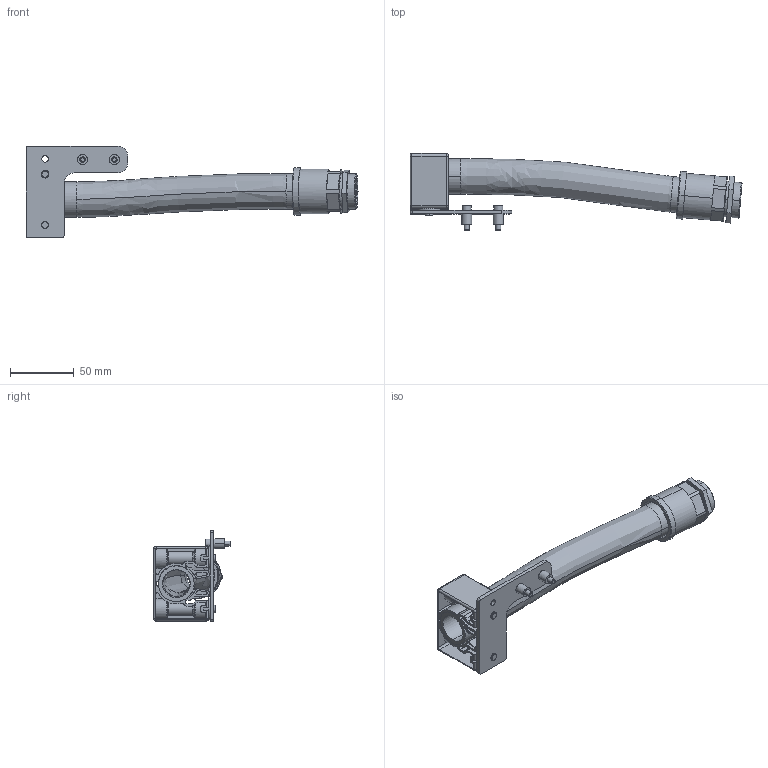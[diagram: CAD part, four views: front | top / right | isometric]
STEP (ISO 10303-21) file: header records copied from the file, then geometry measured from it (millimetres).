
FILE_DESCRIPTION (( 'STEP AP203' ), '1' );
FILE_NAME ('P2515.STEP', '2020-06-18T13:12:01', ( '' ), ( '' ), 'SwSTEP 2.0', 'SolidWorks 2019', '' );
FILE_SCHEMA (( 'CONFIG_CONTROL_DESIGN' ));
Length unit declared in the file: millimetre
Products named in the file (1): P2515
Bounding box: 261.19 x 60.6 x 72 mm (x, y, z)
Volume: 109860 mm3; surface area: 87404.7 mm2
Topology: 13 solids, 13 shells, 520 faces, 1342 edges, 876 vertices
Faces by surface type: cylinder 229, plane 219, torus 28, bspline 28, cone 16
Entity records: 23253 total; most frequent: CARTESIAN_POINT 10334, DIRECTION 2722, ORIENTED_EDGE 2684, EDGE_CURVE 1342, AXIS2_PLACEMENT_3D 1021, VERTEX_POINT 876, VECTOR 680, LINE 680
